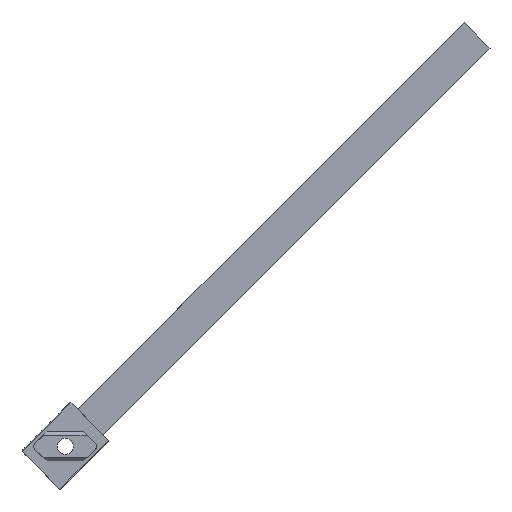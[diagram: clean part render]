
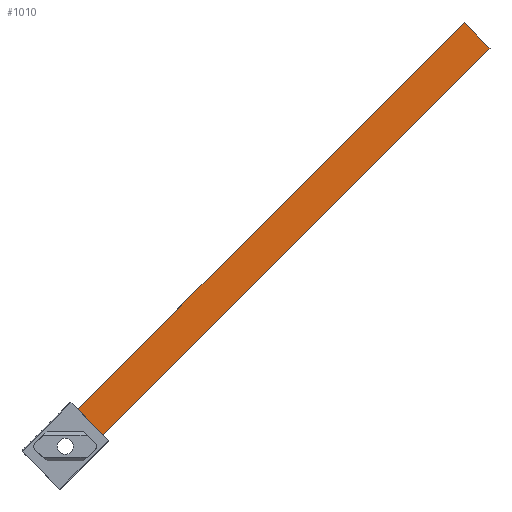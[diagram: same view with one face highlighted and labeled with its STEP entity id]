
A CAD part, front view. The second image highlights one B-rep face of the part: STEP entity #1010.
In plain terms, the highlighted face is planar.
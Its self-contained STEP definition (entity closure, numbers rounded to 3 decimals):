
#1 = LINE ( 'NONE', #240, #1662 ) ;
#125 = LINE ( 'NONE', #142, #336 ) ;
#142 = CARTESIAN_POINT ( 'NONE',  ( 0., 10., 0. ) ) ;
#176 = EDGE_CURVE ( 'NONE', #3128, #1387, #1008, .T. ) ;
#240 = CARTESIAN_POINT ( 'NONE',  ( 0., 0., 0. ) ) ;
#336 = VECTOR ( 'NONE', #1155, 1000. ) ;
#363 = CARTESIAN_POINT ( 'NONE',  ( -150.906, 10., 0. ) ) ;
#683 = CARTESIAN_POINT ( 'NONE',  ( 0., 10., 0. ) ) ;
#806 = AXIS2_PLACEMENT_3D ( 'NONE', #2768, #3323, #2798 ) ;
#857 = ORIENTED_EDGE ( 'NONE', *, *, #176, .T. ) ;
#925 = DIRECTION ( 'NONE',  ( 0., -1., 0. ) ) ;
#1008 = LINE ( 'NONE', #2933, #2582 ) ;
#1010 = ADVANCED_FACE ( 'NONE', ( #3203 ), #1857, .F. ) ;
#1049 = VECTOR ( 'NONE', #925, 1000. ) ;
#1155 = DIRECTION ( 'NONE',  ( -1., 0., 0. ) ) ;
#1387 = VERTEX_POINT ( 'NONE', #1991 ) ;
#1573 = DIRECTION ( 'NONE',  ( -1., 0., 0. ) ) ;
#1580 = DIRECTION ( 'NONE',  ( 0., -1., 0. ) ) ;
#1582 = EDGE_CURVE ( 'NONE', #3128, #1590, #125, .T. ) ;
#1590 = VERTEX_POINT ( 'NONE', #363 ) ;
#1662 = VECTOR ( 'NONE', #1573, 1000. ) ;
#1769 = LINE ( 'NONE', #2226, #1049 ) ;
#1857 = PLANE ( 'NONE',  #806 ) ;
#1921 = ORIENTED_EDGE ( 'NONE', *, *, #2728, .F. ) ;
#1991 = CARTESIAN_POINT ( 'NONE',  ( 0., 0., 0. ) ) ;
#2052 = EDGE_LOOP ( 'NONE', ( #2341, #1921, #2442, #857 ) ) ;
#2226 = CARTESIAN_POINT ( 'NONE',  ( -150.906, 10., 0. ) ) ;
#2341 = ORIENTED_EDGE ( 'NONE', *, *, #3223, .T. ) ;
#2411 = VERTEX_POINT ( 'NONE', #2916 ) ;
#2442 = ORIENTED_EDGE ( 'NONE', *, *, #1582, .F. ) ;
#2582 = VECTOR ( 'NONE', #1580, 1000. ) ;
#2728 = EDGE_CURVE ( 'NONE', #1590, #2411, #1769, .T. ) ;
#2768 = CARTESIAN_POINT ( 'NONE',  ( 0., 10., 0. ) ) ;
#2798 = DIRECTION ( 'NONE',  ( 1., 0., 0. ) ) ;
#2916 = CARTESIAN_POINT ( 'NONE',  ( -150.906, 0., 0. ) ) ;
#2933 = CARTESIAN_POINT ( 'NONE',  ( 0., 10., 0. ) ) ;
#3128 = VERTEX_POINT ( 'NONE', #683 ) ;
#3203 = FACE_OUTER_BOUND ( 'NONE', #2052, .T. ) ;
#3223 = EDGE_CURVE ( 'NONE', #1387, #2411, #1, .T. ) ;
#3323 = DIRECTION ( 'NONE',  ( 0., 0., 1. ) ) ;
